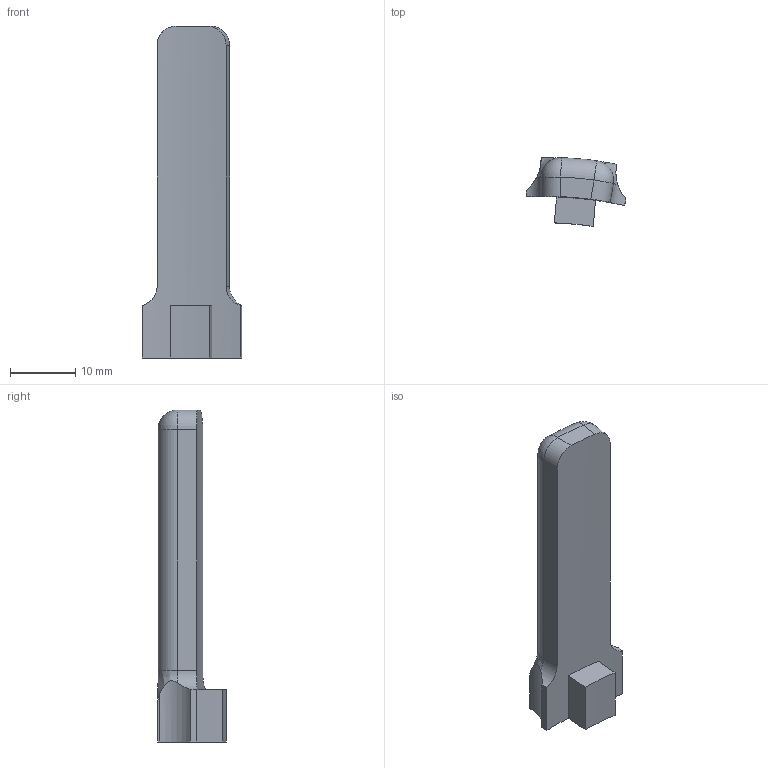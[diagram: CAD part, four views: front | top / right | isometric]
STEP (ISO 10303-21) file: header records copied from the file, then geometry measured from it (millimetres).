
FILE_DESCRIPTION(/* description */ ('Alibre Inc.'),/* implementation_level */ '2;1');
FILE_NAME(/* name */ 'export0',/* time_stamp */ '2013-10-11T23:16:32+01:00',/* author */ (''),/* organization */ (''),/* preprocessor_version */ 'ST-DEVELOPER v14',/* originating_system */ 'Alibre',/* authorisation */ '');
FILE_SCHEMA (('CONFIG_CONTROL_DESIGN'));
Length unit declared in the file: centimetre
Products named in the file (1): ID_1
Bounding box: 15.36 x 10.57 x 51 mm (x, y, z)
Volume: 3501.4 mm3; surface area: 1914.4 mm2
Topology: 1 solids, 1 shells, 27 faces, 69 edges, 42 vertices
Faces by surface type: plane 11, cylinder 11, sphere 2, bspline 2, torus 1
Entity records: 1390 total; most frequent: CARTESIAN_POINT 699, ORIENTED_EDGE 134, DIRECTION 108, EDGE_CURVE 67, AXIS2_PLACEMENT_3D 43, VERTEX_POINT 42, VECTOR 32, LINE 32
